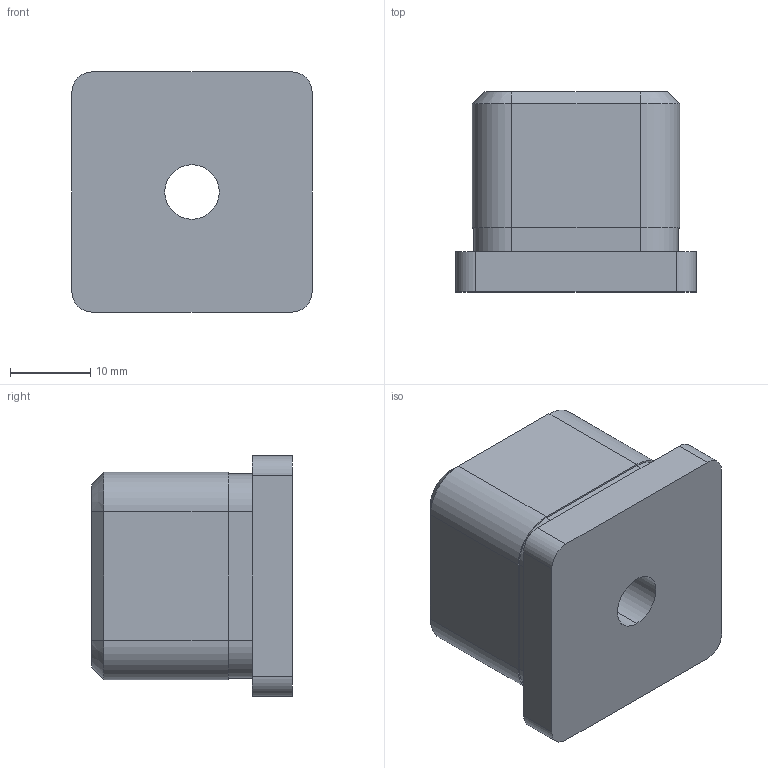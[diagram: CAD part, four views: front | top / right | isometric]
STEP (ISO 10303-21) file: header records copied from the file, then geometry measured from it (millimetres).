
FILE_DESCRIPTION (( 'STEP AP203' ), '1' );
FILE_NAME ('0100000000020332_8_A_4735-030-R.STEP', '2022-10-20T06:19:29', ( '' ), ( '' ), 'SwSTEP 2.0', 'SolidWorks 2019', '' );
FILE_SCHEMA (( 'CONFIG_CONTROL_DESIGN' ));
Length unit declared in the file: millimetre
Products named in the file (1): 0100000000020332_8_A_4735-030-R
Bounding box: 30 x 25 x 30 mm (x, y, z)
Volume: 7635.9 mm3; surface area: 6034.6 mm2
Topology: 1 solids, 1 shells, 102 faces, 252 edges, 154 vertices
Faces by surface type: plane 42, cylinder 40, torus 10, cone 8, bspline 2
Entity records: 3107 total; most frequent: CARTESIAN_POINT 565, DIRECTION 546, ORIENTED_EDGE 500, EDGE_CURVE 250, AXIS2_PLACEMENT_3D 199, VERTEX_POINT 154, VECTOR 148, LINE 148
